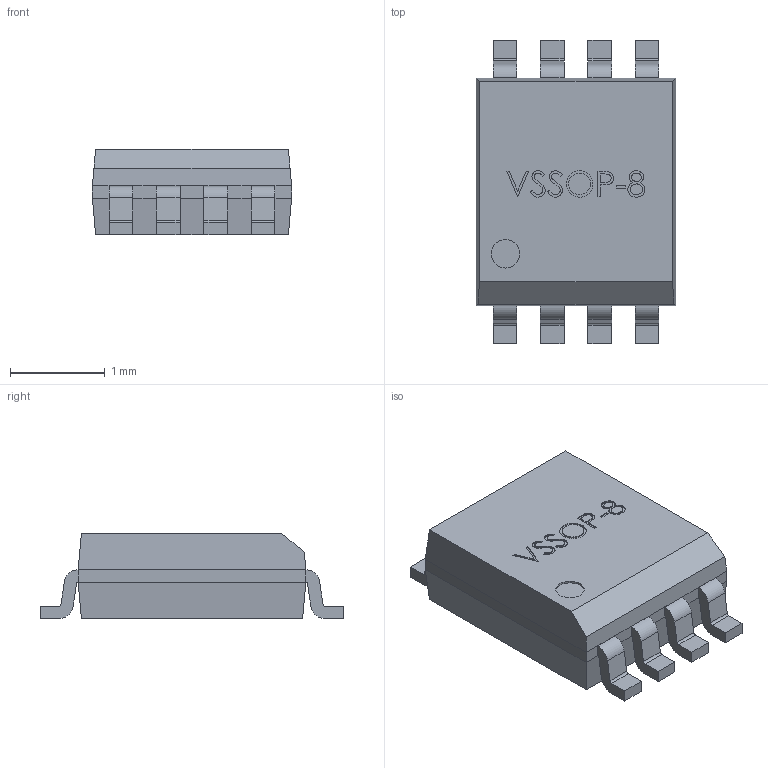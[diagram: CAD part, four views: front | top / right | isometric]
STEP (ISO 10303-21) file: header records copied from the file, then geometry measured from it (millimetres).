
FILE_DESCRIPTION(('FreeCAD Model'),'2;1');
FILE_NAME('User Library-SOP50P310X90-8N[8US8_VSSOP_DCU_MO-187CA].step', '2017-06-09T11:07:44',('kicad StepUp'),('ksu MCAD'), 'Open CASCADE STEP processor 6.8','FreeCAD','Unknown');
FILE_SCHEMA(('AUTOMOTIVE_DESIGN_CC2 { 1 2 10303 214 -1 1 5 4 }'));
Length unit declared in the file: millimetre
Products named in the file (2): ASSEMBLY; User_Library-SOP50P310X90-8N[8US8_VSSOP_DCU_MO-187CA]
Assembly tree (1 placements, depth 2):
  ASSEMBLY
    User_Library-SOP50P310X90-8N[8US8_VSSOP_DCU_MO-187CA]
Bounding box: 2.1 x 3.2 x 0.9 mm (x, y, z)
Volume: 4.6 mm3; surface area: 21.5 mm2
Topology: 1 solids, 1 shells, 225 faces, 593 edges, 382 vertices
Faces by surface type: plane 130, bspline 61, cylinder 34
Entity records: 11617 total; most frequent: CARTESIAN_POINT 4823, ORIENTED_EDGE 1186, DIRECTION 871, EDGE_CURVE 593, LINE 403, VECTOR 403, VERTEX_POINT 382, FACE_BOUND 237
